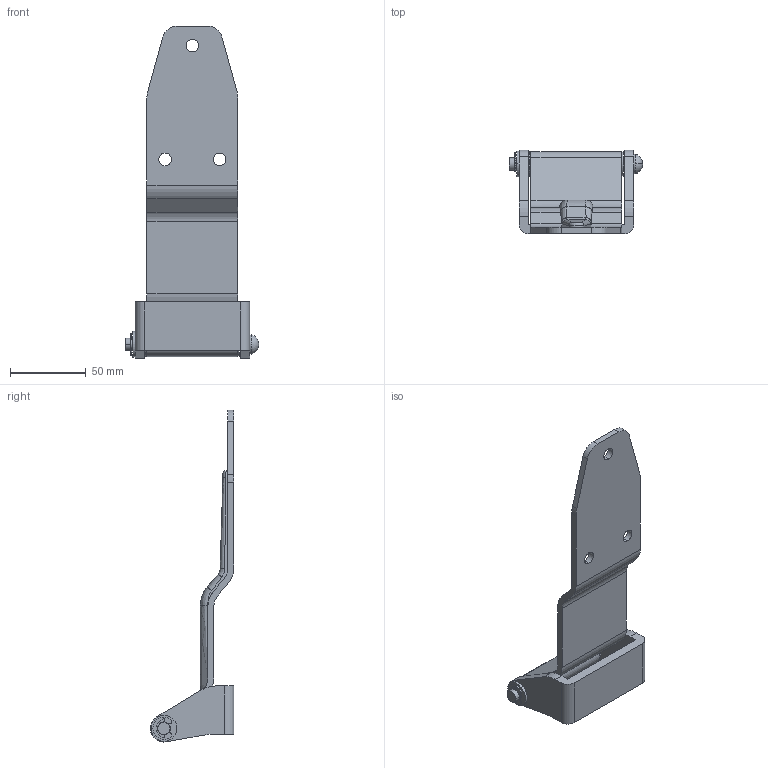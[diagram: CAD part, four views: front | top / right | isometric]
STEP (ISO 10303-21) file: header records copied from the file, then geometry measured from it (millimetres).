
FILE_DESCRIPTION (( 'STEP AP203' ), '1' );
FILE_NAME ('sone3D.STEP', '2014-09-26T05:23:41', ( '' ), ( '' ), 'SwSTEP 2.0', 'SolidWorks 2012', '' );
FILE_SCHEMA (( 'CONFIG_CONTROL_DESIGN' ));
Length unit declared in the file: millimetre
Products named in the file (7): FB-812-1受座_; FB-812-1ワッシャー__鉄ワッシャー; sone3D; FB-812-1軸_; 兂6梡E宍巭傔椫_B27.8M - 3EM1-6; FB-812-1ワッシャー__樹脂ワッシャー; FB-812-1羽根_
Assembly tree (7 placements, depth 2):
  sone3D
    FB-812-1受座_
    FB-812-1羽根_
    FB-812-1軸_
    兂6梡E宍巭傔椫_B27.8M - 3EM1-6
    FB-812-1ワッシャー__鉄ワッシャー
    FB-812-1ワッシャー__樹脂ワッシャー  x2
Bounding box: 88 x 55 x 219 mm (x, y, z)
Volume: 103904.5 mm3; surface area: 49715 mm2
Topology: 7 solids, 7 shells, 139 faces, 354 edges, 231 vertices
Faces by surface type: cylinder 73, plane 53, bspline 11, sphere 2
Entity records: 5466 total; most frequent: CARTESIAN_POINT 1442, DIRECTION 695, ORIENTED_EDGE 684, EDGE_CURVE 342, AXIS2_PLACEMENT_3D 263, VERTEX_POINT 223, VECTOR 169, LINE 169
